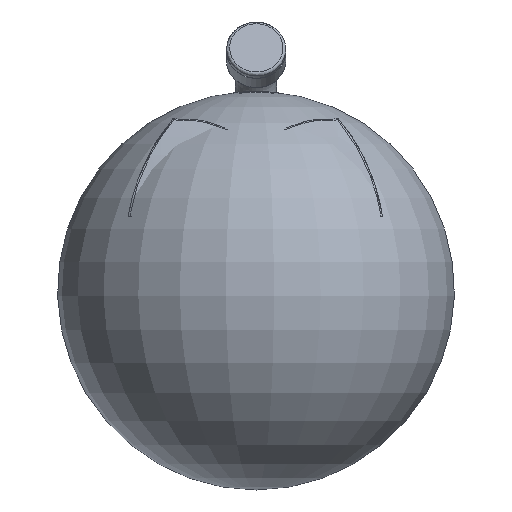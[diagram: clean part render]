
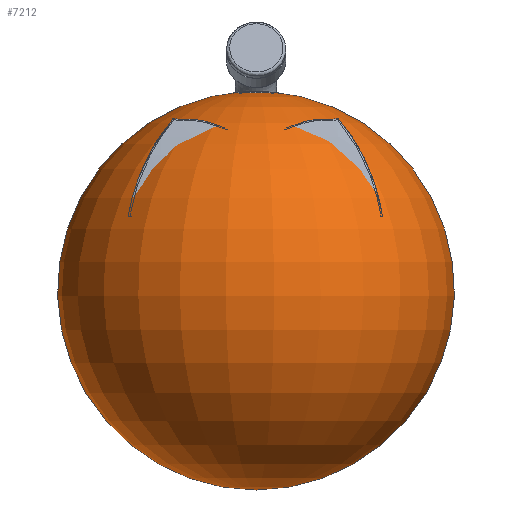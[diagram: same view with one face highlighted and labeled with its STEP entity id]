
A CAD part, front view. The second image highlights one B-rep face of the part: STEP entity #7212.
In plain terms, the highlighted toroidal (fillet/blend) face has major radius 0.825 mm and minor radius 202 mm.
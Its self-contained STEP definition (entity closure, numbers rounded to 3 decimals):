
#1098 = AXIS2_PLACEMENT_3D ( 'NONE', #3499, #8986, #4251 ) ;
#2088 = CARTESIAN_POINT ( 'NONE',  ( -15.048, -411.304, 124.826 ) ) ;
#2366 = DIRECTION ( 'NONE',  ( -0.728, 0.686, 0. ) ) ;
#3499 = CARTESIAN_POINT ( 'NONE',  ( 0.564, -426.016, 124.826 ) ) ;
#4251 = DIRECTION ( 'NONE',  ( -0.728, 0.686, 0. ) ) ;
#4472 = DIRECTION ( 'NONE',  ( 0., 0., -1. ) ) ;
#4985 = EDGE_LOOP ( 'NONE', ( #8278 ) ) ;
#5000 = AXIS2_PLACEMENT_3D ( 'NONE', #6095, #4472, #2366 ) ;
#5935 = VERTEX_POINT ( 'NONE', #2088 ) ;
#6095 = CARTESIAN_POINT ( 'NONE',  ( 0.564, -426.016, -76.118 ) ) ;
#6986 = CIRCLE ( 'NONE', #1098, 21.452 ) ;
#7212 = ADVANCED_FACE ( 'NONE', ( #8213 ), #8221, .T. ) ;
#8213 = FACE_OUTER_BOUND ( 'NONE', #4985, .T. ) ;
#8221 = TOROIDAL_SURFACE ( 'NONE', #5000, 0.825, 202. ) ;
#8278 = ORIENTED_EDGE ( 'NONE', *, *, #8892, .T. ) ;
#8892 = EDGE_CURVE ( 'NONE', #5935, #5935, #6986, .T. ) ;
#8986 = DIRECTION ( 'NONE',  ( 0., 0., 1. ) ) ;
